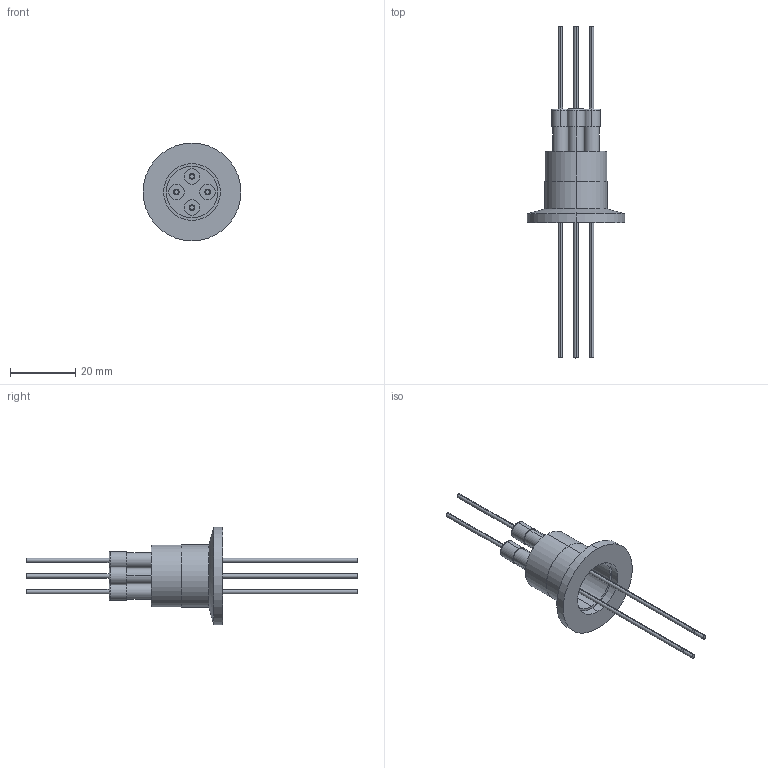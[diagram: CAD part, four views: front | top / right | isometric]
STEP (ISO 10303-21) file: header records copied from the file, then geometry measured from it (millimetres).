
FILE_DESCRIPTION (( 'STEP AP203' ), '1' );
FILE_NAME ('A0535-3-QF.STEP', '2013-05-28T11:51:18', ( '' ), ( '' ), 'SwSTEP 2.0', 'SolidWorks 2012', '' );
FILE_SCHEMA (( 'CONFIG_CONTROL_DESIGN' ));
Length unit declared in the file: inch
Products named in the file (1): A0535-3-QF
Bounding box: 29.97 x 101.6 x 29.97 mm (x, y, z)
Volume: 4880.4 mm3; surface area: 7444.2 mm2
Topology: 1 solids, 1 shells, 127 faces, 264 edges, 168 vertices
Faces by surface type: cylinder 70, plane 31, cone 18, torus 8
Entity records: 3829 total; most frequent: CARTESIAN_POINT 916, DIRECTION 664, ORIENTED_EDGE 528, AXIS2_PLACEMENT_3D 288, EDGE_CURVE 264, VERTEX_POINT 168, CIRCLE 160, EDGE_LOOP 156
